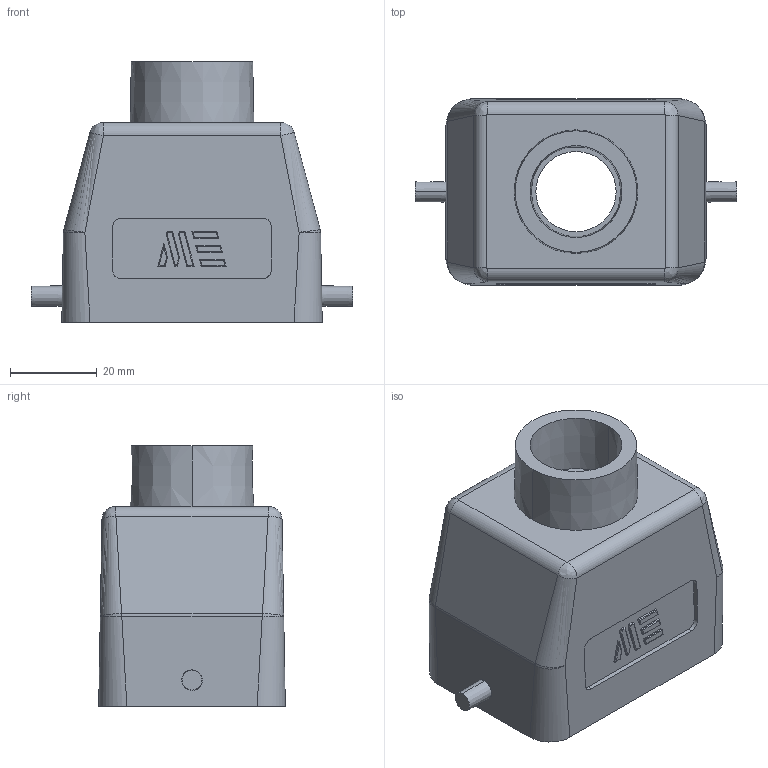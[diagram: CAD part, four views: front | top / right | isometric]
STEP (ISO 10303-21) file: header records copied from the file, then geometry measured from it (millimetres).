
FILE_DESCRIPTION (( 'STEP AP203' ), '1' );
FILE_NAME ('291353005.step', '2025-02-12T17:51:59', ( '' ), ( '' ), 'SwSTEP 2.0', 'SolidWorks 2024', '' );
FILE_SCHEMA (( 'CONFIG_CONTROL_DESIGN' ));
Length unit declared in the file: inch
Products named in the file (1): 291353005
Bounding box: 74 x 43 x 60 mm (x, y, z)
Volume: 37826.4 mm3; surface area: 22700.7 mm2
Topology: 1 solids, 1 shells, 227 faces, 536 edges, 330 vertices
Faces by surface type: plane 111, cylinder 80, bspline 24, cone 12
Entity records: 7177 total; most frequent: CARTESIAN_POINT 2276, ORIENTED_EDGE 1064, DIRECTION 882, EDGE_CURVE 532, LINE 362, VECTOR 362, VERTEX_POINT 330, AXIS2_PLACEMENT_3D 260
